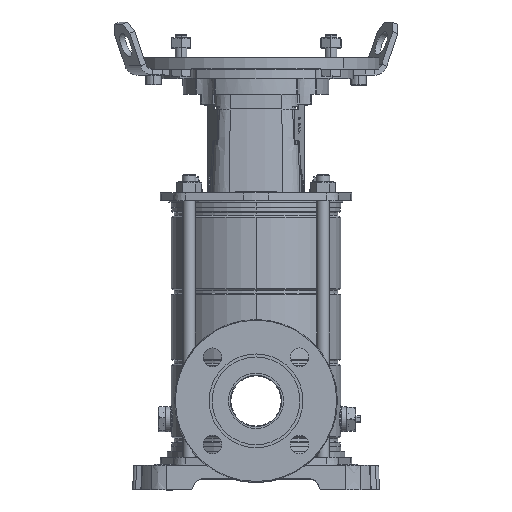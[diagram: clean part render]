
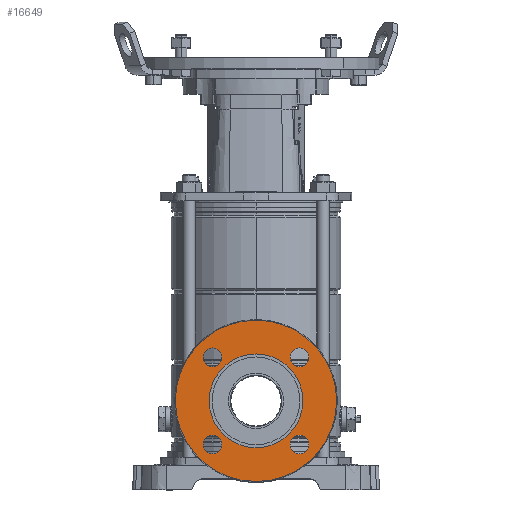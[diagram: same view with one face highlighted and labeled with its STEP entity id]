
A CAD part, top view. The second image highlights one B-rep face of the part: STEP entity #16649.
In plain terms, the highlighted face is planar.
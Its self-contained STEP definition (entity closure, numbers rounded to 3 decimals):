
#42 = VERTEX_POINT ( 'NONE', #48328 ) ;
#581 = DIRECTION ( 'NONE',  ( 0., 0., 1. ) ) ;
#1137 = CARTESIAN_POINT ( 'NONE',  ( -13., 0., -81.819 ) ) ;
#1386 = CIRCLE ( 'NONE', #5915, 44.5 ) ;
#1420 = ORIENTED_EDGE ( 'NONE', *, *, #44300, .F. ) ;
#1974 = CARTESIAN_POINT ( 'NONE',  ( -13., 44.194, 44.194 ) ) ;
#2031 = CARTESIAN_POINT ( 'NONE',  ( -13., 44.194, -44.194 ) ) ;
#2510 = EDGE_CURVE ( 'NONE', #7604, #55507, #24404, .T. ) ;
#2797 = CARTESIAN_POINT ( 'NONE',  ( -13., 0., 81.819 ) ) ;
#4011 = ORIENTED_EDGE ( 'NONE', *, *, #16084, .T. ) ;
#4022 = CIRCLE ( 'NONE', #23038, 9.5 ) ;
#4750 = CIRCLE ( 'NONE', #31947, 9.5 ) ;
#5187 = EDGE_LOOP ( 'NONE', ( #17716, #29988 ) ) ;
#5849 = DIRECTION ( 'NONE',  ( -1., 0., 0. ) ) ;
#5915 = AXIS2_PLACEMENT_3D ( 'NONE', #6675, #46659, #15470 ) ;
#6584 = FACE_BOUND ( 'NONE', #26347, .T. ) ;
#6665 = CIRCLE ( 'NONE', #44760, 9.5 ) ;
#6675 = CARTESIAN_POINT ( 'NONE',  ( -13., 0., 0. ) ) ;
#6702 = VERTEX_POINT ( 'NONE', #16944 ) ;
#7382 = VERTEX_POINT ( 'NONE', #1137 ) ;
#7604 = VERTEX_POINT ( 'NONE', #8228 ) ;
#8228 = CARTESIAN_POINT ( 'NONE',  ( -13., 44.194, 34.694 ) ) ;
#8449 = DIRECTION ( 'NONE',  ( 1., 0., 0. ) ) ;
#9095 = CARTESIAN_POINT ( 'NONE',  ( -13., -44.194, 44.194 ) ) ;
#10351 = VERTEX_POINT ( 'NONE', #37913 ) ;
#11370 = DIRECTION ( 'NONE',  ( 0., 0., 1. ) ) ;
#13658 = EDGE_CURVE ( 'NONE', #28694, #10351, #28740, .T. ) ;
#13834 = CIRCLE ( 'NONE', #54605, 9.5 ) ;
#14262 = EDGE_LOOP ( 'NONE', ( #44216, #53811 ) ) ;
#15050 = DIRECTION ( 'NONE',  ( -1., 0., 0. ) ) ;
#15351 = DIRECTION ( 'NONE',  ( 0., 0., 1. ) ) ;
#15448 = CARTESIAN_POINT ( 'NONE',  ( -13., 0., 0. ) ) ;
#15470 = DIRECTION ( 'NONE',  ( 0., 0., -1. ) ) ;
#15641 = FACE_OUTER_BOUND ( 'NONE', #5187, .T. ) ;
#16045 = CIRCLE ( 'NONE', #19678, 44.5 ) ;
#16084 = EDGE_CURVE ( 'NONE', #49423, #37783, #16045, .T. ) ;
#16649 = ADVANCED_FACE ( 'NONE', ( #54506, #45467, #6584, #19606, #36946, #15641 ), #46015, .T. ) ;
#16944 = CARTESIAN_POINT ( 'NONE',  ( -13., -44.194, -34.694 ) ) ;
#17716 = ORIENTED_EDGE ( 'NONE', *, *, #55009, .F. ) ;
#17741 = ORIENTED_EDGE ( 'NONE', *, *, #22738, .F. ) ;
#19606 = FACE_BOUND ( 'NONE', #22573, .T. ) ;
#19678 = AXIS2_PLACEMENT_3D ( 'NONE', #15448, #41846, #54571 ) ;
#20300 = EDGE_CURVE ( 'NONE', #37783, #49423, #1386, .T. ) ;
#21165 = CARTESIAN_POINT ( 'NONE',  ( -13., 0., -44.5 ) ) ;
#21469 = DIRECTION ( 'NONE',  ( 0., 0., -1. ) ) ;
#22436 = DIRECTION ( 'NONE',  ( -1., 0., 0. ) ) ;
#22573 = EDGE_LOOP ( 'NONE', ( #17741, #32708 ) ) ;
#22715 = CARTESIAN_POINT ( 'NONE',  ( -13., 44.194, -44.194 ) ) ;
#22738 = EDGE_CURVE ( 'NONE', #26033, #31965, #6665, .T. ) ;
#22941 = CIRCLE ( 'NONE', #35661, 9.5 ) ;
#23038 = AXIS2_PLACEMENT_3D ( 'NONE', #29601, #38400, #29895 ) ;
#23512 = EDGE_CURVE ( 'NONE', #6702, #42, #4022, .T. ) ;
#23575 = DIRECTION ( 'NONE',  ( 1., 0., 0. ) ) ;
#24326 = CARTESIAN_POINT ( 'NONE',  ( -13., 44.194, -34.694 ) ) ;
#24404 = CIRCLE ( 'NONE', #35290, 9.5 ) ;
#26033 = VERTEX_POINT ( 'NONE', #50519 ) ;
#26347 = EDGE_LOOP ( 'NONE', ( #1420, #34945 ) ) ;
#28518 = EDGE_LOOP ( 'NONE', ( #31423, #4011 ) ) ;
#28694 = VERTEX_POINT ( 'NONE', #49391 ) ;
#28740 = CIRCLE ( 'NONE', #39623, 9.5 ) ;
#29249 = ORIENTED_EDGE ( 'NONE', *, *, #23512, .F. ) ;
#29370 = CARTESIAN_POINT ( 'NONE',  ( -13., 44.194, 44.194 ) ) ;
#29492 = DIRECTION ( 'NONE',  ( 0., 0., 1. ) ) ;
#29601 = CARTESIAN_POINT ( 'NONE',  ( -13., -44.194, -44.194 ) ) ;
#29895 = DIRECTION ( 'NONE',  ( 0., 0., 1. ) ) ;
#29988 = ORIENTED_EDGE ( 'NONE', *, *, #42262, .F. ) ;
#31423 = ORIENTED_EDGE ( 'NONE', *, *, #20300, .T. ) ;
#31947 = AXIS2_PLACEMENT_3D ( 'NONE', #1974, #45397, #35744 ) ;
#31965 = VERTEX_POINT ( 'NONE', #24326 ) ;
#32708 = ORIENTED_EDGE ( 'NONE', *, *, #47513, .F. ) ;
#33889 = ORIENTED_EDGE ( 'NONE', *, *, #49070, .F. ) ;
#33924 = DIRECTION ( 'NONE',  ( 0., 0., 1. ) ) ;
#34945 = ORIENTED_EDGE ( 'NONE', *, *, #13658, .F. ) ;
#35290 = AXIS2_PLACEMENT_3D ( 'NONE', #29370, #47753, #33924 ) ;
#35661 = AXIS2_PLACEMENT_3D ( 'NONE', #51600, #38551, #29492 ) ;
#35744 = DIRECTION ( 'NONE',  ( 0., 0., 1. ) ) ;
#36946 = FACE_BOUND ( 'NONE', #28518, .T. ) ;
#37783 = VERTEX_POINT ( 'NONE', #39226 ) ;
#37913 = CARTESIAN_POINT ( 'NONE',  ( -13., -44.194, 34.694 ) ) ;
#37916 = AXIS2_PLACEMENT_3D ( 'NONE', #50242, #54226, #11370 ) ;
#38400 = DIRECTION ( 'NONE',  ( -1., 0., 0. ) ) ;
#38551 = DIRECTION ( 'NONE',  ( -1., 0., 0. ) ) ;
#39226 = CARTESIAN_POINT ( 'NONE',  ( -13., 0., 44.5 ) ) ;
#39428 = DIRECTION ( 'NONE',  ( -1., 0., 0. ) ) ;
#39623 = AXIS2_PLACEMENT_3D ( 'NONE', #48971, #5849, #54046 ) ;
#40048 = DIRECTION ( 'NONE',  ( 0., 0., 1. ) ) ;
#40065 = CIRCLE ( 'NONE', #43675, 81.819 ) ;
#40909 = DIRECTION ( 'NONE',  ( 0., 0., -1. ) ) ;
#41846 = DIRECTION ( 'NONE',  ( 1., 0., 0. ) ) ;
#42262 = EDGE_CURVE ( 'NONE', #55478, #7382, #40065, .T. ) ;
#42497 = EDGE_LOOP ( 'NONE', ( #33889, #29249 ) ) ;
#43675 = AXIS2_PLACEMENT_3D ( 'NONE', #55516, #8449, #21469 ) ;
#44216 = ORIENTED_EDGE ( 'NONE', *, *, #2510, .F. ) ;
#44300 = EDGE_CURVE ( 'NONE', #10351, #28694, #13834, .T. ) ;
#44308 = EDGE_CURVE ( 'NONE', #55507, #7604, #4750, .T. ) ;
#44751 = AXIS2_PLACEMENT_3D ( 'NONE', #22715, #22436, #40048 ) ;
#44760 = AXIS2_PLACEMENT_3D ( 'NONE', #2031, #15050, #15351 ) ;
#45397 = DIRECTION ( 'NONE',  ( -1., 0., 0. ) ) ;
#45467 = FACE_BOUND ( 'NONE', #42497, .T. ) ;
#46015 = PLANE ( 'NONE',  #37916 ) ;
#46150 = AXIS2_PLACEMENT_3D ( 'NONE', #49095, #23575, #40909 ) ;
#46659 = DIRECTION ( 'NONE',  ( 1., 0., 0. ) ) ;
#47513 = EDGE_CURVE ( 'NONE', #31965, #26033, #55588, .T. ) ;
#47753 = DIRECTION ( 'NONE',  ( -1., 0., 0. ) ) ;
#48328 = CARTESIAN_POINT ( 'NONE',  ( -13., -44.194, -53.694 ) ) ;
#48971 = CARTESIAN_POINT ( 'NONE',  ( -13., -44.194, 44.194 ) ) ;
#49070 = EDGE_CURVE ( 'NONE', #42, #6702, #22941, .T. ) ;
#49095 = CARTESIAN_POINT ( 'NONE',  ( -13., 0., 0. ) ) ;
#49391 = CARTESIAN_POINT ( 'NONE',  ( -13., -44.194, 53.694 ) ) ;
#49423 = VERTEX_POINT ( 'NONE', #21165 ) ;
#50242 = CARTESIAN_POINT ( 'NONE',  ( -13., 81.819, 0. ) ) ;
#50519 = CARTESIAN_POINT ( 'NONE',  ( -13., 44.194, -53.694 ) ) ;
#51600 = CARTESIAN_POINT ( 'NONE',  ( -13., -44.194, -44.194 ) ) ;
#52423 = CIRCLE ( 'NONE', #46150, 81.819 ) ;
#53811 = ORIENTED_EDGE ( 'NONE', *, *, #44308, .F. ) ;
#54046 = DIRECTION ( 'NONE',  ( 0., 0., 1. ) ) ;
#54226 = DIRECTION ( 'NONE',  ( -1., 0., 0. ) ) ;
#54506 = FACE_BOUND ( 'NONE', #14262, .T. ) ;
#54571 = DIRECTION ( 'NONE',  ( 0., 0., -1. ) ) ;
#54605 = AXIS2_PLACEMENT_3D ( 'NONE', #9095, #39428, #581 ) ;
#55009 = EDGE_CURVE ( 'NONE', #7382, #55478, #52423, .T. ) ;
#55259 = CARTESIAN_POINT ( 'NONE',  ( -13., 44.194, 53.694 ) ) ;
#55478 = VERTEX_POINT ( 'NONE', #2797 ) ;
#55507 = VERTEX_POINT ( 'NONE', #55259 ) ;
#55516 = CARTESIAN_POINT ( 'NONE',  ( -13., 0., 0. ) ) ;
#55588 = CIRCLE ( 'NONE', #44751, 9.5 ) ;
